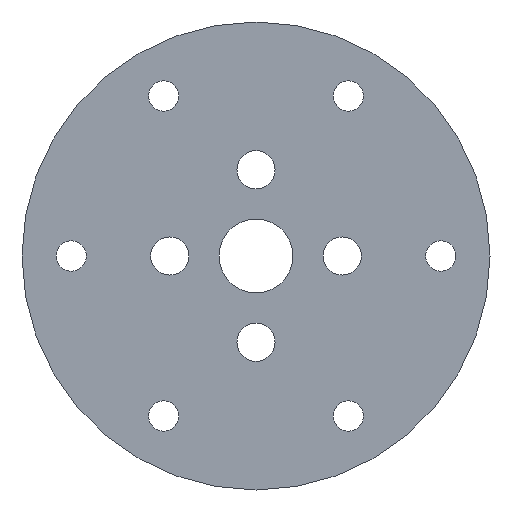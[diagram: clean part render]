
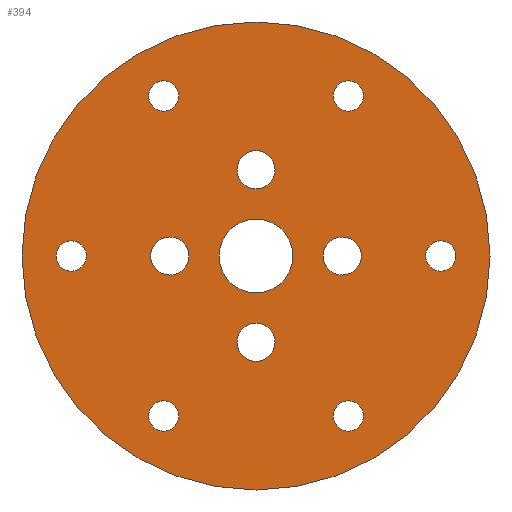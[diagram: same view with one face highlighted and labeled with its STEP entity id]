
A CAD part, front view. The second image highlights one B-rep face of the part: STEP entity #394.
In plain terms, the highlighted planar face has unit normal (0, -1, 0).
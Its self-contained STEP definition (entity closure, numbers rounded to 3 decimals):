
#30=FACE_BOUND('',#106,.T.);
#31=FACE_BOUND('',#107,.T.);
#32=FACE_BOUND('',#108,.T.);
#33=FACE_BOUND('',#109,.T.);
#34=FACE_BOUND('',#110,.T.);
#35=FACE_BOUND('',#111,.T.);
#36=FACE_BOUND('',#112,.T.);
#37=FACE_BOUND('',#113,.T.);
#38=FACE_BOUND('',#114,.T.);
#39=FACE_BOUND('',#115,.T.);
#40=FACE_BOUND('',#116,.T.);
#46=PLANE('',#471);
#68=FACE_OUTER_BOUND('',#105,.T.);
#105=EDGE_LOOP('',(#345));
#106=EDGE_LOOP('',(#346));
#107=EDGE_LOOP('',(#347));
#108=EDGE_LOOP('',(#348));
#109=EDGE_LOOP('',(#349));
#110=EDGE_LOOP('',(#350));
#111=EDGE_LOOP('',(#351));
#112=EDGE_LOOP('',(#352));
#113=EDGE_LOOP('',(#353));
#114=EDGE_LOOP('',(#354));
#115=EDGE_LOOP('',(#355));
#116=EDGE_LOOP('',(#356));
#150=CIRCLE('',#420,1.23);
#152=CIRCLE('',#423,1.23);
#154=CIRCLE('',#426,1.23);
#156=CIRCLE('',#429,1.23);
#158=CIRCLE('',#432,1.23);
#160=CIRCLE('',#435,1.23);
#162=CIRCLE('',#438,3.);
#166=CIRCLE('',#445,1.55);
#170=CIRCLE('',#452,1.55);
#174=CIRCLE('',#459,1.55);
#178=CIRCLE('',#466,1.55);
#180=CIRCLE('',#469,19.);
#182=VERTEX_POINT('',#602);
#184=VERTEX_POINT('',#608);
#186=VERTEX_POINT('',#614);
#188=VERTEX_POINT('',#620);
#190=VERTEX_POINT('',#626);
#192=VERTEX_POINT('',#632);
#194=VERTEX_POINT('',#638);
#198=VERTEX_POINT('',#651);
#202=VERTEX_POINT('',#664);
#206=VERTEX_POINT('',#677);
#210=VERTEX_POINT('',#690);
#212=VERTEX_POINT('',#696);
#215=EDGE_CURVE('',#182,#182,#150,.T.);
#218=EDGE_CURVE('',#184,#184,#152,.T.);
#221=EDGE_CURVE('',#186,#186,#154,.T.);
#224=EDGE_CURVE('',#188,#188,#156,.T.);
#227=EDGE_CURVE('',#190,#190,#158,.T.);
#230=EDGE_CURVE('',#192,#192,#160,.T.);
#233=EDGE_CURVE('',#194,#194,#162,.T.);
#239=EDGE_CURVE('',#198,#198,#166,.T.);
#245=EDGE_CURVE('',#202,#202,#170,.T.);
#251=EDGE_CURVE('',#206,#206,#174,.T.);
#257=EDGE_CURVE('',#210,#210,#178,.T.);
#260=EDGE_CURVE('',#212,#212,#180,.T.);
#345=ORIENTED_EDGE('',*,*,#260,.F.);
#346=ORIENTED_EDGE('',*,*,#215,.T.);
#347=ORIENTED_EDGE('',*,*,#218,.T.);
#348=ORIENTED_EDGE('',*,*,#221,.T.);
#349=ORIENTED_EDGE('',*,*,#224,.T.);
#350=ORIENTED_EDGE('',*,*,#227,.T.);
#351=ORIENTED_EDGE('',*,*,#230,.T.);
#352=ORIENTED_EDGE('',*,*,#233,.T.);
#353=ORIENTED_EDGE('',*,*,#239,.T.);
#354=ORIENTED_EDGE('',*,*,#245,.T.);
#355=ORIENTED_EDGE('',*,*,#251,.T.);
#356=ORIENTED_EDGE('',*,*,#257,.T.);
#394=ADVANCED_FACE('',(#68,#30,#31,#32,#33,#34,#35,#36,#37,#38,#39,#40),
#46,.F.);
#420=AXIS2_PLACEMENT_3D('',#604,#479,#480);
#423=AXIS2_PLACEMENT_3D('',#610,#486,#487);
#426=AXIS2_PLACEMENT_3D('',#616,#493,#494);
#429=AXIS2_PLACEMENT_3D('',#622,#500,#501);
#432=AXIS2_PLACEMENT_3D('',#628,#507,#508);
#435=AXIS2_PLACEMENT_3D('',#634,#514,#515);
#438=AXIS2_PLACEMENT_3D('',#640,#521,#522);
#445=AXIS2_PLACEMENT_3D('',#653,#537,#538);
#452=AXIS2_PLACEMENT_3D('',#666,#553,#554);
#459=AXIS2_PLACEMENT_3D('',#679,#569,#570);
#466=AXIS2_PLACEMENT_3D('',#692,#585,#586);
#469=AXIS2_PLACEMENT_3D('',#698,#592,#593);
#471=AXIS2_PLACEMENT_3D('',#700,#596,#597);
#479=DIRECTION('center_axis',(0.,1.,0.));
#480=DIRECTION('ref_axis',(1.,0.,0.));
#486=DIRECTION('center_axis',(0.,1.,0.));
#487=DIRECTION('ref_axis',(1.,0.,0.));
#493=DIRECTION('center_axis',(0.,1.,0.));
#494=DIRECTION('ref_axis',(1.,0.,0.));
#500=DIRECTION('center_axis',(0.,1.,0.));
#501=DIRECTION('ref_axis',(1.,0.,0.));
#507=DIRECTION('center_axis',(0.,1.,0.));
#508=DIRECTION('ref_axis',(1.,0.,0.));
#514=DIRECTION('center_axis',(0.,1.,0.));
#515=DIRECTION('ref_axis',(1.,0.,0.));
#521=DIRECTION('center_axis',(0.,1.,0.));
#522=DIRECTION('ref_axis',(1.,0.,0.));
#537=DIRECTION('center_axis',(0.,1.,0.));
#538=DIRECTION('ref_axis',(1.,0.,0.));
#553=DIRECTION('center_axis',(0.,1.,0.));
#554=DIRECTION('ref_axis',(1.,0.,0.));
#569=DIRECTION('center_axis',(0.,1.,0.));
#570=DIRECTION('ref_axis',(1.,0.,0.));
#585=DIRECTION('center_axis',(0.,1.,0.));
#586=DIRECTION('ref_axis',(1.,0.,0.));
#592=DIRECTION('center_axis',(0.,1.,0.));
#593=DIRECTION('ref_axis',(-1.,0.,0.));
#596=DIRECTION('center_axis',(0.,1.,0.));
#597=DIRECTION('ref_axis',(0.,0.,1.));
#602=CARTESIAN_POINT('',(6.271,0.,-12.99));
#604=CARTESIAN_POINT('Origin',(7.5,0.,-12.99));
#608=CARTESIAN_POINT('',(6.271,0.,12.99));
#610=CARTESIAN_POINT('Origin',(7.5,0.,12.99));
#614=CARTESIAN_POINT('',(-16.23,0.,0.));
#616=CARTESIAN_POINT('Origin',(-15.,0.,0.));
#620=CARTESIAN_POINT('',(-8.73,0.,12.99));
#622=CARTESIAN_POINT('Origin',(-7.5,0.,12.99));
#626=CARTESIAN_POINT('',(13.771,0.,0.));
#628=CARTESIAN_POINT('Origin',(15.,0.,0.));
#632=CARTESIAN_POINT('',(-8.729,0.,-12.99));
#634=CARTESIAN_POINT('Origin',(-7.5,0.,-12.99));
#638=CARTESIAN_POINT('',(-3.,0.,0.));
#640=CARTESIAN_POINT('Origin',(0.,0.,0.));
#651=CARTESIAN_POINT('',(5.45,0.,0.));
#653=CARTESIAN_POINT('Origin',(7.,0.,0.));
#664=CARTESIAN_POINT('',(-8.55,0.,0.));
#666=CARTESIAN_POINT('Origin',(-7.,0.,0.));
#677=CARTESIAN_POINT('',(-1.55,0.,7.));
#679=CARTESIAN_POINT('Origin',(0.,0.,7.));
#690=CARTESIAN_POINT('',(-1.55,0.,-7.));
#692=CARTESIAN_POINT('Origin',(0.,0.,-7.));
#696=CARTESIAN_POINT('',(19.,0.,0.));
#698=CARTESIAN_POINT('Origin',(0.,0.,0.));
#700=CARTESIAN_POINT('Origin',(0.,0.,0.));
